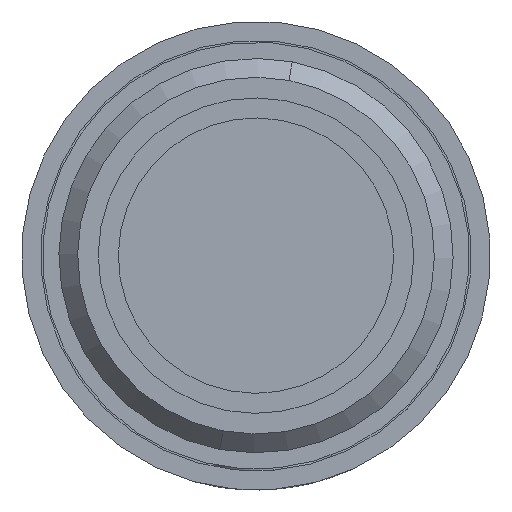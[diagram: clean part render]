
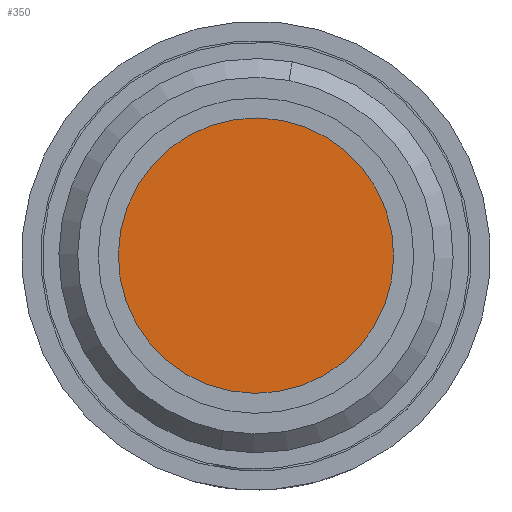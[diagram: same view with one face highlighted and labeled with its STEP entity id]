
A CAD part, front view. The second image highlights one B-rep face of the part: STEP entity #350.
In plain terms, the highlighted planar face has unit normal (0, -1, 0).
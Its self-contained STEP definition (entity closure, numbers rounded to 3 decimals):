
#323 = VERTEX_POINT ( 'NONE', #1841 ) ;
#331 = EDGE_CURVE ( 'NONE', #334, #323, #1701, .T. ) ;
#334 = VERTEX_POINT ( 'NONE', #1800 ) ;
#345 = ORIENTED_EDGE ( 'NONE', *, *, #331, .T. ) ;
#346 = ORIENTED_EDGE ( 'NONE', *, *, #431, .T. ) ;
#350 = ADVANCED_FACE ( 'NONE', ( #1845 ), #1850, .F. ) ;
#428 = EDGE_LOOP ( 'NONE', ( #345, #346 ) ) ;
#431 = EDGE_CURVE ( 'NONE', #323, #334, #1900, .T. ) ;
#1701 = CIRCLE ( 'NONE', #1802, 2.794 ) ;
#1722 = DIRECTION ( 'NONE',  ( 0.184, 0., 0.983 ) ) ;
#1723 = DIRECTION ( 'NONE',  ( 0., 1., 0. ) ) ;
#1724 = CARTESIAN_POINT ( 'NONE',  ( 1.445, -168.081, 0.846 ) ) ;
#1784 = DIRECTION ( 'NONE',  ( -0.184, 0., -0.983 ) ) ;
#1785 = DIRECTION ( 'NONE',  ( 0., -1., 0. ) ) ;
#1786 = CARTESIAN_POINT ( 'NONE',  ( 1.445, -168.081, 0.846 ) ) ;
#1800 = CARTESIAN_POINT ( 'NONE',  ( 0.931, -168.081, -1.9 ) ) ;
#1802 = AXIS2_PLACEMENT_3D ( 'NONE', #1786, #1785, #1784 ) ;
#1841 = CARTESIAN_POINT ( 'NONE',  ( 1.96, -168.081, 3.592 ) ) ;
#1845 = FACE_OUTER_BOUND ( 'NONE', #428, .T. ) ;
#1850 = PLANE ( 'NONE',  #1851 ) ;
#1851 = AXIS2_PLACEMENT_3D ( 'NONE', #1724, #1723, #1722 ) ;
#1900 = CIRCLE ( 'NONE', #1971, 2.794 ) ;
#1962 = DIRECTION ( 'NONE',  ( -0.184, 0., -0.983 ) ) ;
#1963 = DIRECTION ( 'NONE',  ( 0., -1., 0. ) ) ;
#1964 = CARTESIAN_POINT ( 'NONE',  ( 1.445, -168.081, 0.846 ) ) ;
#1971 = AXIS2_PLACEMENT_3D ( 'NONE', #1964, #1963, #1962 ) ;
